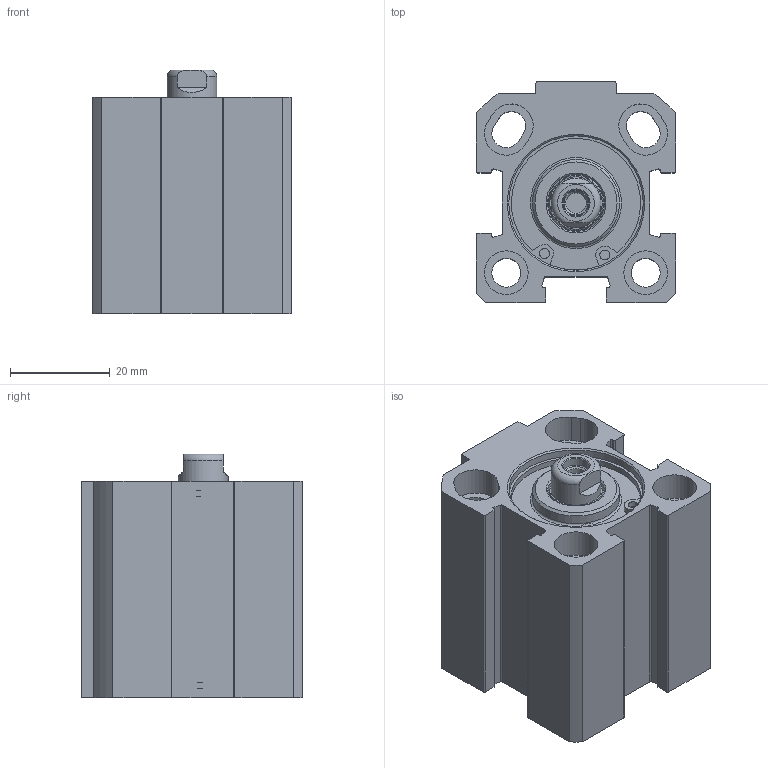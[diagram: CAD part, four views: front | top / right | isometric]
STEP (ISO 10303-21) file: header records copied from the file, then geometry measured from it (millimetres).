
FILE_DESCRIPTION((''),'2;1');
FILE_NAME('FDM025.005.GS.F.stp','2014-06-03T09:44:09',('carlo.corazza'),(''),'Autodesk Inventor 2012','Autodesk Inventor 2012','');
FILE_SCHEMA(('AUTOMOTIVE_DESIGN { 1 0 10303 214 1 1 1 1 }'));
Length unit declared in the file: millimetre
Products named in the file (5): FDM025..GS.F; CORPO-005; STELO-005; TA; TP
Assembly tree (4 placements, depth 2):
  FDM025..GS.F
    CORPO-005
    STELO-005
    TA
    TP
Bounding box: 40 x 44.5 x 49 mm (x, y, z)
Volume: 38696.5 mm3; surface area: 23166.4 mm2
Topology: 4 solids, 4 shells, 198 faces, 480 edges, 310 vertices
Faces by surface type: plane 94, cylinder 78, cone 19, torus 7
Full cylindrical faces by diameter (mm): 1.6 x2, 2 x4, 4.134 x1, 5.25 x1, 5.8 x2, 8.566 x2, 8.8 x4, 10 x1, 10.48 x1, 11.4 x1, 17.5 x2, 25 x1, 26.9 x4, 27 x2, 28.4 x2
Entity records: 5913 total; most frequent: CARTESIAN_POINT 1017, DIRECTION 1006, ORIENTED_EDGE 818, EDGE_CURVE 409, AXIS2_PLACEMENT_3D 396, VERTEX_POINT 295, EDGE_LOOP 292, VECTOR 214
